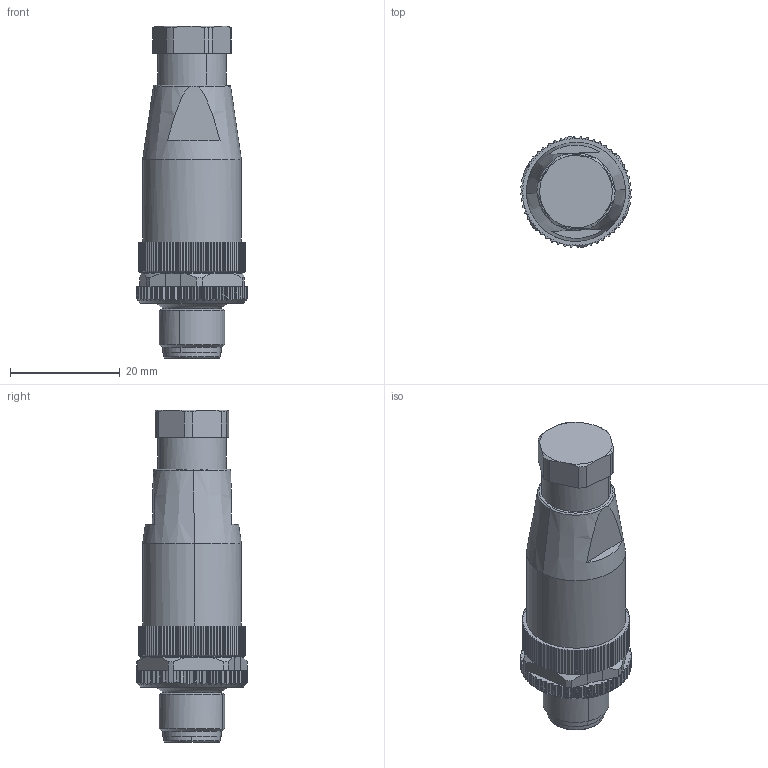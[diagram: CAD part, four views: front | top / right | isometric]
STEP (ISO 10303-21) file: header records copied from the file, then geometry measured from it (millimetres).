
FILE_DESCRIPTION(('CATIA V5 STEP Exchange','CAx-IF Rec.Pracs.--- Model Styling and Organization---1.4--- 2014-01-23'),'2;1');
FILE_NAME ('003608-3_1_1021470000_1021470000.stp','2021-03-10T06:22:49+00:00',('none'),('Weidmueller'),'CATIA Version 5-6 Release 2016 SP3 HF44','CATIA V5 STEP AP214','none');
FILE_SCHEMA(('AUTOMOTIVE_DESIGN { 1 0 10303 214 1 1 1 1 }'));
Length unit declared in the file: millimetre
Products named in the file (1): 1021470000
Bounding box: 20.19 x 20.19 x 60.4 mm (x, y, z)
Volume: 11757.6 mm3; surface area: 5416.8 mm2
Topology: 6 solids, 6 shells, 721 faces, 2081 edges, 1362 vertices
Faces by surface type: plane 363, cylinder 304, cone 34, sphere 16, torus 4
Entity records: 24918 total; most frequent: CARTESIAN_POINT 7411, ORIENTED_EDGE 4130, DIRECTION 2828, EDGE_CURVE 2065, VERTEX_POINT 1362, AXIS2_PLACEMENT_3D 1090, VECTOR 1025, LINE 1025
